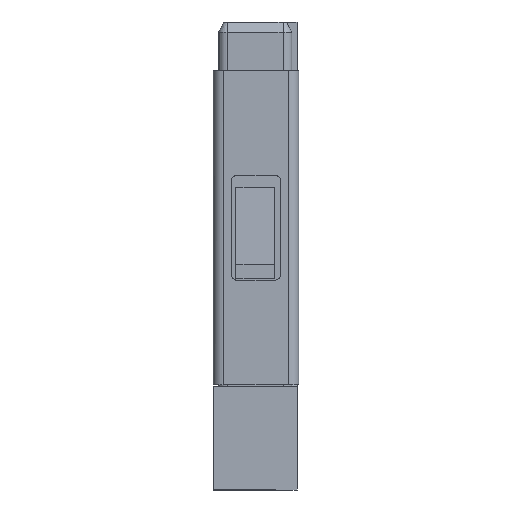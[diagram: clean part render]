
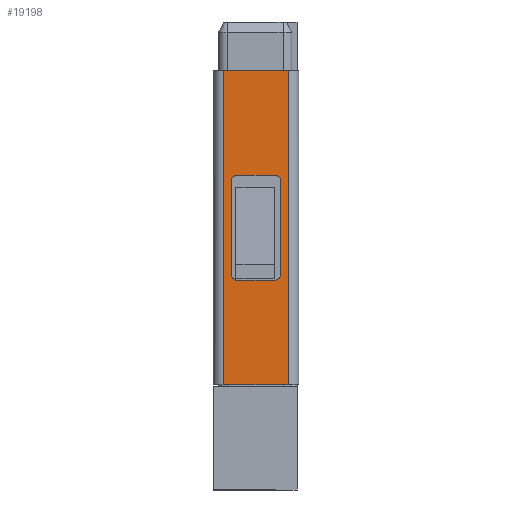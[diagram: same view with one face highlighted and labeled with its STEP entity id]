
A CAD part, left-side view. The second image highlights one B-rep face of the part: STEP entity #19198.
In plain terms, the highlighted face is planar.
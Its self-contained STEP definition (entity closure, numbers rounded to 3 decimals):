
#1921 = FACE_OUTER_BOUND ( 'NONE', #16212, .T. ) ;
#1963 = FACE_BOUND ( 'NONE', #16211, .T. ) ;
#5930 = CARTESIAN_POINT ( 'NONE',  ( -5.49, 0.1, -6.7 ) ) ;
#5936 = PLANE ( 'NONE',  #47217 ) ;
#5941 = DIRECTION ( 'NONE',  ( 0., 0., -1. ) ) ;
#5953 = DIRECTION ( 'NONE',  ( 0., 1., 0. ) ) ;
#9202 = CARTESIAN_POINT ( 'NONE',  ( -2.16, 1.875, -6.7 ) ) ;
#9203 = CARTESIAN_POINT ( 'NONE',  ( 0.69, 1.725, -6.7 ) ) ;
#9214 = CARTESIAN_POINT ( 'NONE',  ( -2.31, 1.725, -6.7 ) ) ;
#9220 = CARTESIAN_POINT ( 'NONE',  ( 0.54, 0.475, -6.7 ) ) ;
#9221 = CARTESIAN_POINT ( 'NONE',  ( 3.69, 0.25, -6.7 ) ) ;
#9246 = CARTESIAN_POINT ( 'NONE',  ( 0.54, 1.875, -6.7 ) ) ;
#9254 = CARTESIAN_POINT ( 'NONE',  ( 0.69, 0.625, -6.7 ) ) ;
#9262 = CARTESIAN_POINT ( 'NONE',  ( -5.31, 0.25, -6.7 ) ) ;
#9264 = CARTESIAN_POINT ( 'NONE',  ( -5.31, 2.1, -6.7 ) ) ;
#9285 = CARTESIAN_POINT ( 'NONE',  ( 3.69, 2.1, -6.7 ) ) ;
#9292 = CARTESIAN_POINT ( 'NONE',  ( -2.31, 0.625, -6.7 ) ) ;
#9324 = CARTESIAN_POINT ( 'NONE',  ( -2.16, 0.475, -6.7 ) ) ;
#9719 = CARTESIAN_POINT ( 'NONE',  ( -2.239, 0.491, -6.7 ) ) ;
#9736 = CARTESIAN_POINT ( 'NONE',  ( -2.31, 0.625, -6.7 ) ) ;
#9746 = CARTESIAN_POINT ( 'NONE',  ( -2.31, 0.583, -6.7 ) ) ;
#9759 = CARTESIAN_POINT ( 'NONE',  ( -2.293, 0.547, -6.7 ) ) ;
#9764 = CARTESIAN_POINT ( 'NONE',  ( -2.16, 0.475, -6.7 ) ) ;
#9766 = CARTESIAN_POINT ( 'NONE',  ( -2.201, 0.475, -6.7 ) ) ;
#9774 = CARTESIAN_POINT ( 'NONE',  ( 0.618, 0.492, -6.7 ) ) ;
#9775 = CARTESIAN_POINT ( 'NONE',  ( 0.69, 0.584, -6.7 ) ) ;
#9782 = CARTESIAN_POINT ( 'NONE',  ( 0.54, 0.475, -6.7 ) ) ;
#9787 = CARTESIAN_POINT ( 'NONE',  ( 0.582, 0.475, -6.7 ) ) ;
#9789 = CARTESIAN_POINT ( 'NONE',  ( 0.674, 0.546, -6.7 ) ) ;
#9794 = CARTESIAN_POINT ( 'NONE',  ( 0.69, 0.625, -6.7 ) ) ;
#9807 = DIRECTION ( 'NONE',  ( 0., -1., 0. ) ) ;
#9810 = CARTESIAN_POINT ( 'NONE',  ( -2.31, 1.175, -6.7 ) ) ;
#9874 = DIRECTION ( 'NONE',  ( 0., -1., 0. ) ) ;
#9878 = DIRECTION ( 'NONE',  ( 0., 1., 0. ) ) ;
#9908 = CARTESIAN_POINT ( 'NONE',  ( 3.69, 1.175, -6.7 ) ) ;
#9912 = CARTESIAN_POINT ( 'NONE',  ( -5.31, 1.175, -6.7 ) ) ;
#10765 = CARTESIAN_POINT ( 'NONE',  ( -0.81, 0.475, -6.7 ) ) ;
#10786 = DIRECTION ( 'NONE',  ( 1., 0., 0. ) ) ;
#10818 = CARTESIAN_POINT ( 'NONE',  ( -2.31, 1.766, -6.7 ) ) ;
#10820 = CARTESIAN_POINT ( 'NONE',  ( -0.81, 0.25, -6.7 ) ) ;
#10821 = CARTESIAN_POINT ( 'NONE',  ( -2.31, 1.725, -6.7 ) ) ;
#10823 = CARTESIAN_POINT ( 'NONE',  ( -0.81, 1.875, -6.7 ) ) ;
#10837 = CARTESIAN_POINT ( 'NONE',  ( -2.202, 1.875, -6.7 ) ) ;
#10843 = CARTESIAN_POINT ( 'NONE',  ( -2.294, 1.804, -6.7 ) ) ;
#10846 = CARTESIAN_POINT ( 'NONE',  ( -2.16, 1.875, -6.7 ) ) ;
#10848 = DIRECTION ( 'NONE',  ( -1., 0., 0. ) ) ;
#10849 = CARTESIAN_POINT ( 'NONE',  ( -2.238, 1.858, -6.7 ) ) ;
#10855 = DIRECTION ( 'NONE',  ( -1., 0., 0. ) ) ;
#10862 = CARTESIAN_POINT ( 'NONE',  ( 0.69, 1.725, -6.7 ) ) ;
#10865 = CARTESIAN_POINT ( 'NONE',  ( 0.673, 1.803, -6.7 ) ) ;
#10871 = CARTESIAN_POINT ( 'NONE',  ( 0.54, 1.875, -6.7 ) ) ;
#10874 = CARTESIAN_POINT ( 'NONE',  ( 0.581, 1.875, -6.7 ) ) ;
#10888 = CARTESIAN_POINT ( 'NONE',  ( 0.619, 1.859, -6.7 ) ) ;
#10912 = CARTESIAN_POINT ( 'NONE',  ( 0.69, 1.767, -6.7 ) ) ;
#11742 = VECTOR ( 'NONE', #10848, 1000. ) ;
#11777 = LINE ( 'NONE', #10823, #11787 ) ;
#11779 = VECTOR ( 'NONE', #10786, 1000. ) ;
#11783 = LINE ( 'NONE', #10765, #11779 ) ;
#11787 = VECTOR ( 'NONE', #10855, 1000. ) ;
#11792 = LINE ( 'NONE', #10820, #11742 ) ;
#11806 = VECTOR ( 'NONE', #9878, 1000. ) ;
#11812 = VECTOR ( 'NONE', #9807, 1000. ) ;
#11813 = LINE ( 'NONE', #9912, #11806 ) ;
#11842 = LINE ( 'NONE', #9810, #11812 ) ;
#11860 = VECTOR ( 'NONE', #9874, 1000. ) ;
#11867 = LINE ( 'NONE', #15028, #11883 ) ;
#11883 = VECTOR ( 'NONE', #15032, 1000. ) ;
#11895 = LINE ( 'NONE', #9908, #11860 ) ;
#11900 = VECTOR ( 'NONE', #15012, 1000. ) ;
#11901 = LINE ( 'NONE', #15016, #11900 ) ;
#12894 = B_SPLINE_CURVE_WITH_KNOTS ( 'NONE', 3,
 ( #9782, #9787, #9774, #9789, #9775, #9794 ),
 .UNSPECIFIED., .F., .F.,
 ( 4, 2, 4 ),
 ( 0., 0.5, 1. ),
 .UNSPECIFIED. ) ;
#15012 = DIRECTION ( 'NONE',  ( 0., 1., 0. ) ) ;
#15016 = CARTESIAN_POINT ( 'NONE',  ( 0.69, 1.175, -6.7 ) ) ;
#15028 = CARTESIAN_POINT ( 'NONE',  ( -0.81, 2.1, -6.7 ) ) ;
#15032 = DIRECTION ( 'NONE',  ( 1., 0., 0. ) ) ;
#16211 = EDGE_LOOP ( 'NONE', ( #24189, #24210, #24214, #24213, #24182, #24257, #24188, #24171 ) ) ;
#16212 = EDGE_LOOP ( 'NONE', ( #24174, #24187, #24185, #24163 ) ) ;
#16948 = B_SPLINE_CURVE_WITH_KNOTS ( 'NONE', 3,
 ( #10862, #10912, #10865, #10888, #10874, #10871 ),
 .UNSPECIFIED., .F., .F.,
 ( 4, 2, 4 ),
 ( 0., 0.5, 1. ),
 .UNSPECIFIED. ) ;
#16950 = B_SPLINE_CURVE_WITH_KNOTS ( 'NONE', 3,
 ( #10846, #10837, #10849, #10843, #10818, #10821 ),
 .UNSPECIFIED., .F., .F.,
 ( 4, 2, 4 ),
 ( 0., 0.5, 1. ),
 .UNSPECIFIED. ) ;
#19198 = ADVANCED_FACE ( 'NONE', ( #1963, #1921 ), #5936, .T. ) ;
#21579 = VERTEX_POINT ( 'NONE', #9254 ) ;
#21589 = VERTEX_POINT ( 'NONE', #9221 ) ;
#21602 = VERTEX_POINT ( 'NONE', #9264 ) ;
#21620 = VERTEX_POINT ( 'NONE', #9262 ) ;
#21622 = VERTEX_POINT ( 'NONE', #9220 ) ;
#21629 = VERTEX_POINT ( 'NONE', #9214 ) ;
#21631 = VERTEX_POINT ( 'NONE', #9202 ) ;
#21633 = VERTEX_POINT ( 'NONE', #9246 ) ;
#21635 = VERTEX_POINT ( 'NONE', #9203 ) ;
#21660 = VERTEX_POINT ( 'NONE', #9324 ) ;
#21675 = VERTEX_POINT ( 'NONE', #9292 ) ;
#21730 = VERTEX_POINT ( 'NONE', #9285 ) ;
#24163 = ORIENTED_EDGE ( 'NONE', *, *, #30956, .T. ) ;
#24171 = ORIENTED_EDGE ( 'NONE', *, *, #30898, .T. ) ;
#24174 = ORIENTED_EDGE ( 'NONE', *, *, #30924, .T. ) ;
#24182 = ORIENTED_EDGE ( 'NONE', *, *, #30889, .T. ) ;
#24185 = ORIENTED_EDGE ( 'NONE', *, *, #30922, .T. ) ;
#24187 = ORIENTED_EDGE ( 'NONE', *, *, #30852, .T. ) ;
#24188 = ORIENTED_EDGE ( 'NONE', *, *, #30840, .T. ) ;
#24189 = ORIENTED_EDGE ( 'NONE', *, *, #30954, .T. ) ;
#24210 = ORIENTED_EDGE ( 'NONE', *, *, #30857, .T. ) ;
#24213 = ORIENTED_EDGE ( 'NONE', *, *, #30849, .T. ) ;
#24214 = ORIENTED_EDGE ( 'NONE', *, *, #30846, .T. ) ;
#24257 = ORIENTED_EDGE ( 'NONE', *, *, #30877, .T. ) ;
#30840 = EDGE_CURVE ( 'NONE', #21660, #21622, #11783, .T. ) ;
#30846 = EDGE_CURVE ( 'NONE', #21633, #21631, #11777, .T. ) ;
#30849 = EDGE_CURVE ( 'NONE', #21631, #21629, #16950, .T. ) ;
#30852 = EDGE_CURVE ( 'NONE', #21589, #21620, #11792, .T. ) ;
#30857 = EDGE_CURVE ( 'NONE', #21635, #21633, #16948, .T. ) ;
#30877 = EDGE_CURVE ( 'NONE', #21675, #21660, #44348, .T. ) ;
#30889 = EDGE_CURVE ( 'NONE', #21629, #21675, #11842, .T. ) ;
#30898 = EDGE_CURVE ( 'NONE', #21622, #21579, #12894, .T. ) ;
#30922 = EDGE_CURVE ( 'NONE', #21620, #21602, #11813, .T. ) ;
#30924 = EDGE_CURVE ( 'NONE', #21730, #21589, #11895, .T. ) ;
#30954 = EDGE_CURVE ( 'NONE', #21579, #21635, #11901, .T. ) ;
#30956 = EDGE_CURVE ( 'NONE', #21602, #21730, #11867, .T. ) ;
#44348 = B_SPLINE_CURVE_WITH_KNOTS ( 'NONE', 3,
 ( #9736, #9746, #9759, #9719, #9766, #9764 ),
 .UNSPECIFIED., .F., .F.,
 ( 4, 2, 4 ),
 ( 0., 0.5, 1. ),
 .UNSPECIFIED. ) ;
#47217 = AXIS2_PLACEMENT_3D ( 'NONE', #5930, #5941, #5953 ) ;
